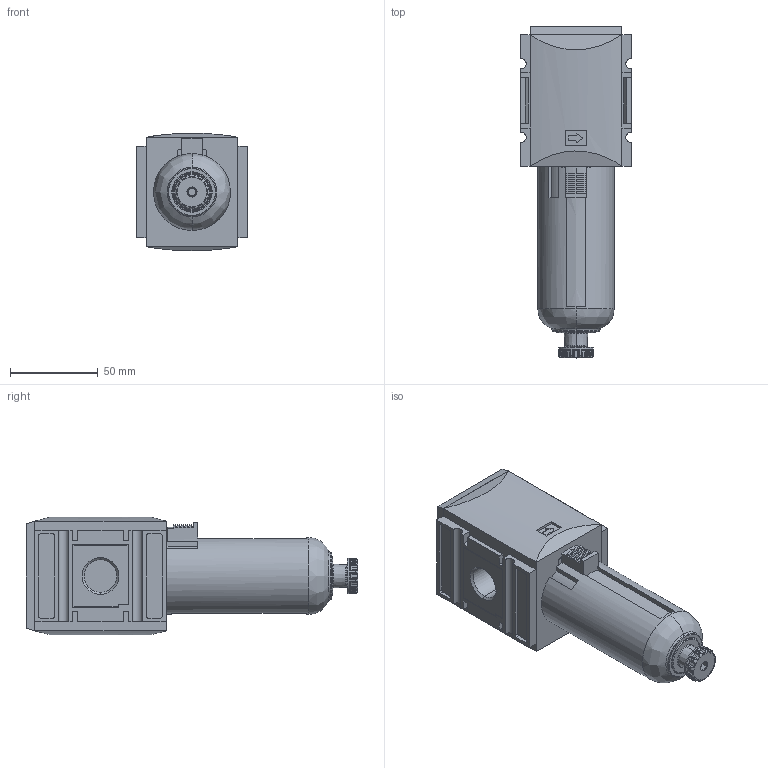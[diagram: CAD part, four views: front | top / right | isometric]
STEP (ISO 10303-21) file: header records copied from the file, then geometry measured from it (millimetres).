
FILE_DESCRIPTION (( 'STEP AP214' ), '1' );
FILE_NAME ('KN-KFIL212.STEP', '2018-08-29T14:56:52', ( '' ), ( '' ), 'SwSTEP 2.0', 'SolidWorks 2018', '' );
FILE_SCHEMA (( 'AUTOMOTIVE_DESIGN' ));
Length unit declared in the file: millimetre
Products named in the file (1): KN-KFIL212
Bounding box: 63 x 189.5 x 67.13 mm (x, y, z)
Volume: 434804.8 mm3; surface area: 52713.7 mm2
Topology: 2 solids, 2 shells, 396 faces, 1058 edges, 691 vertices
Faces by surface type: plane 193, cylinder 155, torus 25, cone 21, bspline 2
Entity records: 18135 total; most frequent: CARTESIAN_POINT 3875, ORIENTED_EDGE 2116, DIRECTION 1994, EDGE_CURVE 1058, VERTEX_POINT 691, AXIS2_PLACEMENT_3D 682, LINE 630, VECTOR 630
